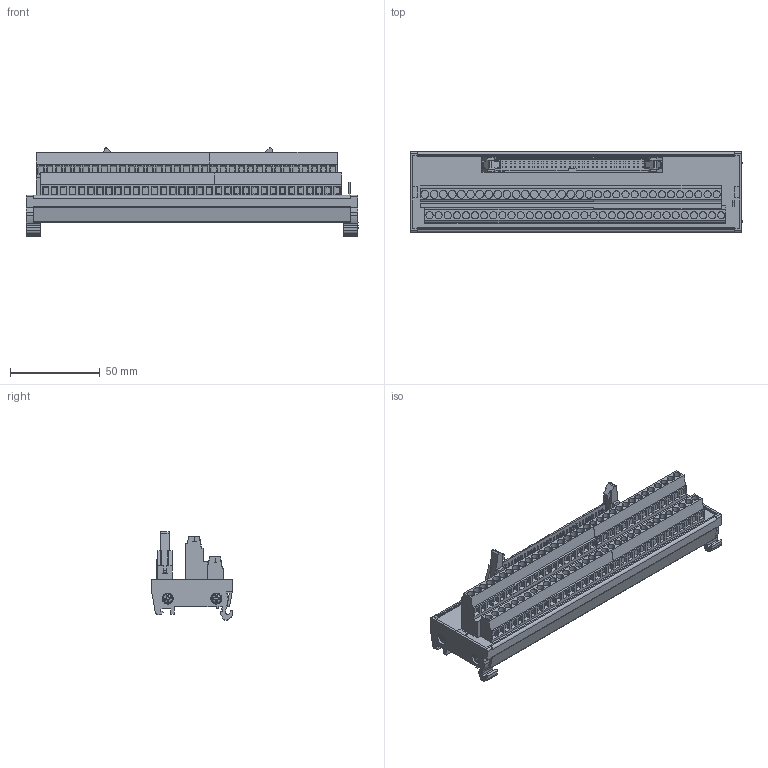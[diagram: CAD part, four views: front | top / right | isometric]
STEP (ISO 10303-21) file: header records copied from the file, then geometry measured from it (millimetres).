
FILE_DESCRIPTION(('CATIA V5R22 STEP214','CAx-IF Rec.Pracs.--- Model Styling and Organization---1.4--- 2014-01-23'),'2;1');
FILE_NAME ('031916-5_0_8155550000_3D_8155550000.stp','2023-09-25T15:31:36+00:00',('none'),('Weidmueller'),'CATIA Version 5-6 Release 2016 SP3 HF44','CATIA V5 STEP AP214','none');
FILE_SCHEMA(('AUTOMOTIVE_DESIGN { 1 0 10303 214 1 1 1 1 }'));
Products named in the file (1): 3D_8155550000
Bounding box: 185 x 45 x 49.15 mm (x, y, z)
Surface area: 85249.8 mm2 (no closed solid volume)
Topology: 0 solids, 1749 shells, 2625 faces, 11089 edges, 10265 vertices
Faces by surface type: plane 2260, cylinder 345, torus 10, sphere 8, bspline 2
Entity records: 120499 total; most frequent: CARTESIAN_POINT 29570, DIRECTION 15774, ORIENTED_EDGE 13285, EDGE_CURVE 11089, VERTEX_POINT 10265, VECTOR 9438, LINE 9438, AXIS2_PLACEMENT_3D 3714
